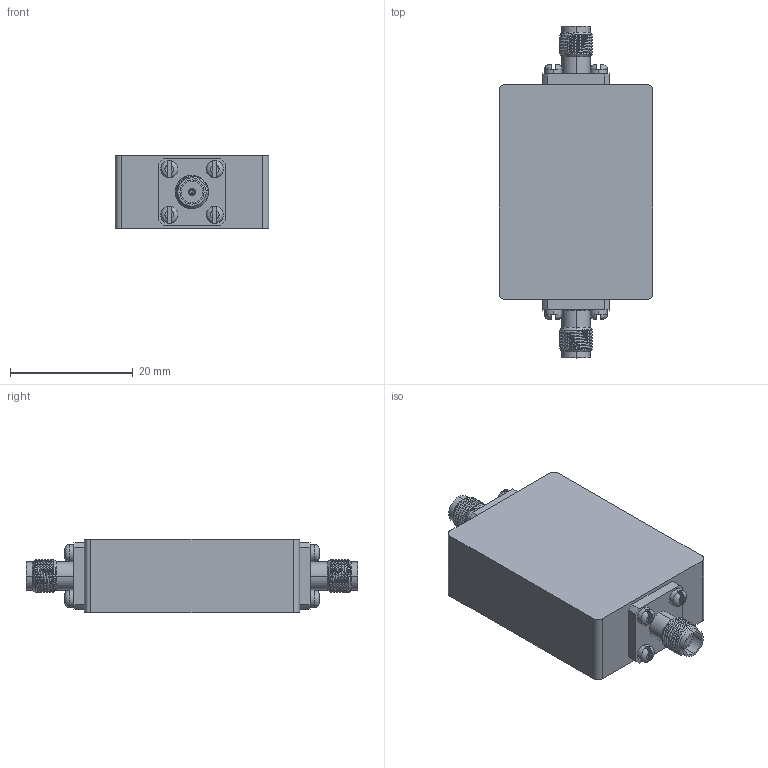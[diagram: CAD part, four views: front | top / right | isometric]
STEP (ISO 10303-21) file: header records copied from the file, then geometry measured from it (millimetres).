
FILE_DESCRIPTION (( 'STEP AP214' ), '1' );
FILE_NAME ('CF-HKU-CD1, Defeatured.STEP', '2025-05-08T19:07:06', ( '' ), ( '' ), 'SwSTEP 2.0', 'SolidWorks 2021', '' );
FILE_SCHEMA (( 'AUTOMOTIVE_DESIGN' ));
Length unit declared in the file: inch
Products named in the file (2): CF-HKU-CD1, Defeatured
Assembly tree (1 placements, depth 2):
  CF-HKU-CD1, Defeatured
    CF-HKU-CD1, Defeatured
Bounding box: 25 x 54 x 12 mm (x, y, z)
Volume: 10987.1 mm3; surface area: 4125.1 mm2
Topology: 1 solids, 9 shells, 266 faces, 670 edges, 440 vertices
Faces by surface type: cylinder 128, plane 98, cone 20, torus 16, bspline 4
Entity records: 9714 total; most frequent: CARTESIAN_POINT 3386, ORIENTED_EDGE 1332, DIRECTION 1318, EDGE_CURVE 666, AXIS2_PLACEMENT_3D 522, VERTEX_POINT 440, EDGE_LOOP 288, LINE 274
